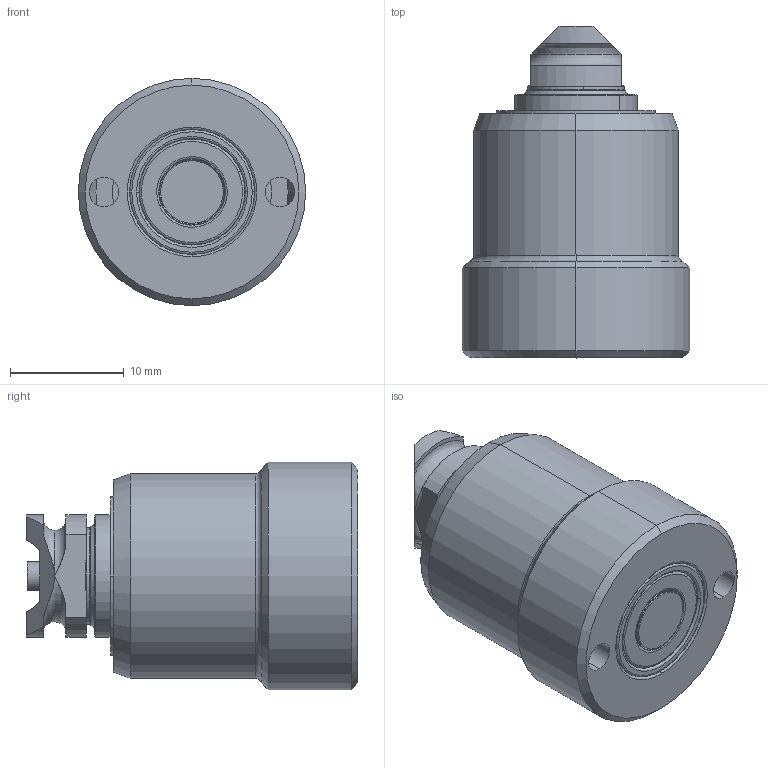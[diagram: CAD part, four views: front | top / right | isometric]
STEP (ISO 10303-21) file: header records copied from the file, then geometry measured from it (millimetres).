
FILE_DESCRIPTION((''),'2;1');
FILE_NAME('ILC56102300','2016-09-06T',('twa'),(''),'PRO/ENGINEER BY PARAMETRIC TECHNOLOGY CORPORATION, 2013320','PRO/ENGINEER BY PARAMETRIC TECHNOLOGY CORPORATION, 2013320','');
FILE_SCHEMA(('CONFIG_CONTROL_DESIGN'));
Length unit declared in the file: inch
Products named in the file (1): ILC56102300
Bounding box: 20 x 29.18 x 20 mm (x, y, z)
Surface area: 2819.8 mm2 (no closed solid volume)
Topology: 0 solids, 11 shells, 96 faces, 243 edges, 156 vertices
Faces by surface type: cylinder 34, plane 23, torus 21, cone 18
Entity records: 3162 total; most frequent: CARTESIAN_POINT 799, DIRECTION 532, ORIENTED_EDGE 422, EDGE_CURVE 243, AXIS2_PLACEMENT_3D 233, VERTEX_POINT 156, CIRCLE 137, EDGE_LOOP 109
